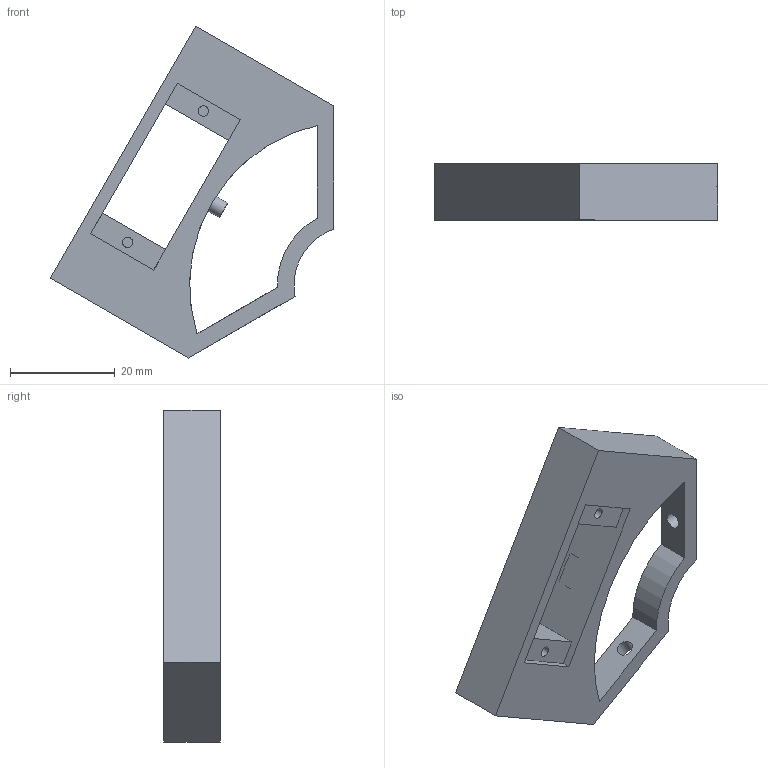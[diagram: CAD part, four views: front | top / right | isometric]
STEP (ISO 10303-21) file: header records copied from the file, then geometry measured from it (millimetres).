
FILE_DESCRIPTION(/* description */ (''),/* implementation_level */ '2;1');
FILE_NAME(/* name */ 'wacker ring.stp',/* time_stamp */ '2017-03-20T11:29:12-04:00',/* author */ (''),/* organization */ (''),/* preprocessor_version */ 'ST-DEVELOPER v16',/* originating_system */ 'SIEMENS PLM Software NX 10.0',/* authorisation */ '');
FILE_SCHEMA (('CONFIG_CONTROL_DESIGN'));
Length unit declared in the file: inch
Products named in the file (1): Slider2
Bounding box: 54.19 x 10.79 x 63.38 mm (x, y, z)
Volume: 10892.8 mm3; surface area: 5945.6 mm2
Topology: 1 solids, 1 shells, 33 faces, 89 edges, 59 vertices
Faces by surface type: plane 24, cylinder 9
Full cylindrical faces by diameter (mm): 1.981 x2, 3.048 x2, 3.175 x1
Entity records: 1142 total; most frequent: CARTESIAN_POINT 228, DIRECTION 170, ORIENTED_EDGE 162, EDGE_CURVE 81, LINE 58, VECTOR 58, VERTEX_POINT 56, AXIS2_PLACEMENT_3D 56
